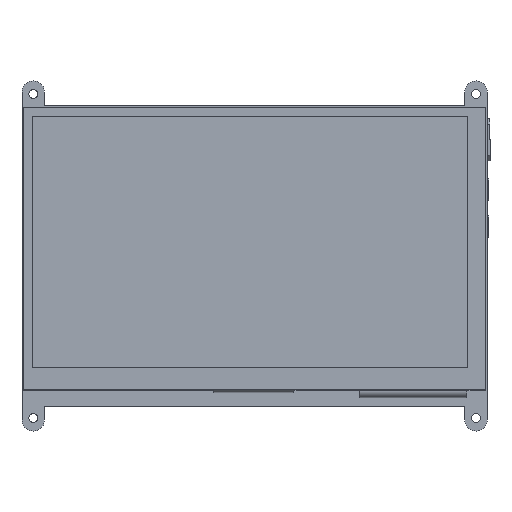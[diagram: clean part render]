
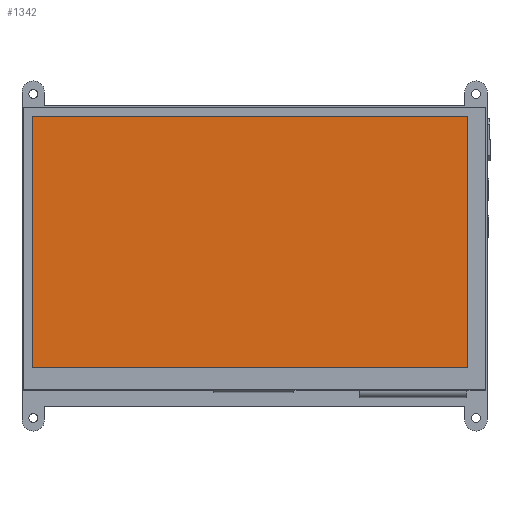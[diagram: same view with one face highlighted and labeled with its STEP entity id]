
A CAD part, top view. The second image highlights one B-rep face of the part: STEP entity #1342.
In plain terms, the highlighted planar face has unit normal (0, 0, 1).
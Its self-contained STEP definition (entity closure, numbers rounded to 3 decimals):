
#148 = PLANE ( 'NONE',  #1476 ) ;
#209 = ORIENTED_EDGE ( 'NONE', *, *, #6701, .T. ) ;
#242 = VERTEX_POINT ( 'NONE', #15314 ) ;
#811 = VECTOR ( 'NONE', #5707, 1000. ) ;
#1342 = ADVANCED_FACE ( 'NONE', ( #10805 ), #148, .F. ) ;
#1476 = AXIS2_PLACEMENT_3D ( 'NONE', #16211, #4180, #9509 ) ;
#1903 = CARTESIAN_POINT ( 'NONE',  ( 75.5, 47.05, 6.7 ) ) ;
#2196 = CARTESIAN_POINT ( 'NONE',  ( 75.5, 47.05, 6.7 ) ) ;
#2431 = CARTESIAN_POINT ( 'NONE',  ( 75.5, -42.05, 6.7 ) ) ;
#2848 = LINE ( 'NONE', #15071, #17215 ) ;
#3269 = CARTESIAN_POINT ( 'NONE',  ( 75.5, 47.05, 6.7 ) ) ;
#4070 = ORIENTED_EDGE ( 'NONE', *, *, #14571, .T. ) ;
#4180 = DIRECTION ( 'NONE',  ( 0., 0., -1. ) ) ;
#4410 = EDGE_CURVE ( 'NONE', #242, #16476, #5776, .T. ) ;
#5656 = DIRECTION ( 'NONE',  ( 1., 0., 0. ) ) ;
#5707 = DIRECTION ( 'NONE',  ( -1., 0., 0. ) ) ;
#5776 = LINE ( 'NONE', #12327, #11700 ) ;
#6210 = LINE ( 'NONE', #1903, #17039 ) ;
#6583 = VERTEX_POINT ( 'NONE', #2196 ) ;
#6701 = EDGE_CURVE ( 'NONE', #6583, #242, #13773, .T. ) ;
#6815 = VERTEX_POINT ( 'NONE', #2431 ) ;
#8820 = EDGE_LOOP ( 'NONE', ( #11866, #16271, #4070, #209 ) ) ;
#9509 = DIRECTION ( 'NONE',  ( -1., 0., 0. ) ) ;
#10805 = FACE_OUTER_BOUND ( 'NONE', #8820, .T. ) ;
#10842 = DIRECTION ( 'NONE',  ( 0., -1., 0. ) ) ;
#11700 = VECTOR ( 'NONE', #10842, 1000. ) ;
#11708 = CARTESIAN_POINT ( 'NONE',  ( -79., -42.05, 6.7 ) ) ;
#11866 = ORIENTED_EDGE ( 'NONE', *, *, #4410, .T. ) ;
#12327 = CARTESIAN_POINT ( 'NONE',  ( -79., 47.05, 6.7 ) ) ;
#13773 = LINE ( 'NONE', #3269, #811 ) ;
#14571 = EDGE_CURVE ( 'NONE', #6815, #6583, #6210, .T. ) ;
#15071 = CARTESIAN_POINT ( 'NONE',  ( 75.5, -42.05, 6.7 ) ) ;
#15314 = CARTESIAN_POINT ( 'NONE',  ( -79., 47.05, 6.7 ) ) ;
#15634 = DIRECTION ( 'NONE',  ( 0., 1., 0. ) ) ;
#15896 = EDGE_CURVE ( 'NONE', #16476, #6815, #2848, .T. ) ;
#16211 = CARTESIAN_POINT ( 'NONE',  ( 0., 0., 6.7 ) ) ;
#16271 = ORIENTED_EDGE ( 'NONE', *, *, #15896, .T. ) ;
#16476 = VERTEX_POINT ( 'NONE', #11708 ) ;
#17039 = VECTOR ( 'NONE', #15634, 1000. ) ;
#17215 = VECTOR ( 'NONE', #5656, 1000. ) ;
